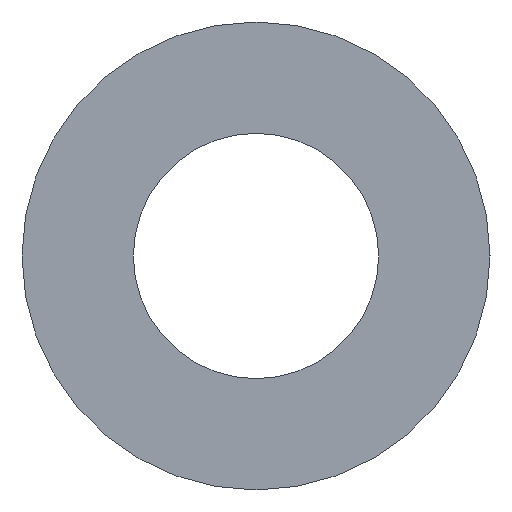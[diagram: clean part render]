
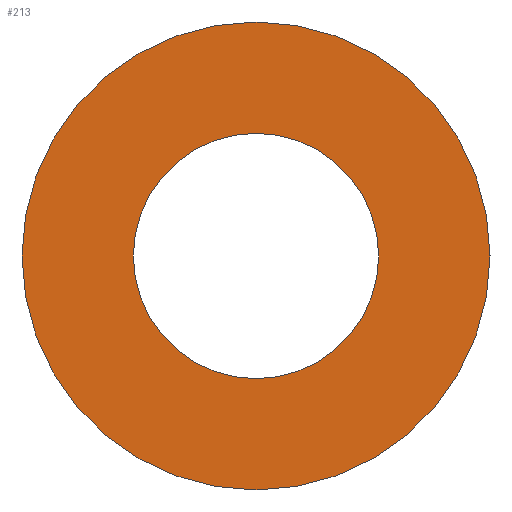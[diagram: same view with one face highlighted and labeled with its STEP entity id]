
A CAD part, left-side view. The second image highlights one B-rep face of the part: STEP entity #213.
In plain terms, the highlighted planar face has unit normal (-1, 0, 0).
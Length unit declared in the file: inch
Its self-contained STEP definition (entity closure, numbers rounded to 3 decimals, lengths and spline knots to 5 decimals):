
#1 = CARTESIAN_POINT ( 'NONE',  ( -18., 0., 0. ) ) ;
#2 = ORIENTED_EDGE ( 'NONE', *, *, #3, .F. ) ;
#3 = EDGE_CURVE ( 'NONE', #209, #97, #99, .T. ) ;
#7 = CARTESIAN_POINT ( 'NONE',  ( -18., 0., 0. ) ) ;
#9 = EDGE_CURVE ( 'NONE', #173, #191, #14, .T. ) ;
#12 = CARTESIAN_POINT ( 'NONE',  ( -18., 0., 0.098 ) ) ;
#14 = CIRCLE ( 'NONE', #68, 0.098 ) ;
#17 = EDGE_LOOP ( 'NONE', ( #159, #81 ) ) ;
#29 = ORIENTED_EDGE ( 'NONE', *, *, #151, .F. ) ;
#33 = DIRECTION ( 'NONE',  ( 0., 0., -1. ) ) ;
#35 = DIRECTION ( 'NONE',  ( 0., 0., -1. ) ) ;
#58 = CARTESIAN_POINT ( 'NONE',  ( -18., 0., -0.098 ) ) ;
#68 = AXIS2_PLACEMENT_3D ( 'NONE', #211, #198, #35 ) ;
#78 = PLANE ( 'NONE',  #175 ) ;
#81 = ORIENTED_EDGE ( 'NONE', *, *, #9, .T. ) ;
#82 = EDGE_CURVE ( 'NONE', #191, #173, #190, .T. ) ;
#86 = AXIS2_PLACEMENT_3D ( 'NONE', #121, #178, #158 ) ;
#87 = FACE_OUTER_BOUND ( 'NONE', #138, .T. ) ;
#91 = CARTESIAN_POINT ( 'NONE',  ( -18., 0., 0.187 ) ) ;
#97 = VERTEX_POINT ( 'NONE', #160 ) ;
#98 = AXIS2_PLACEMENT_3D ( 'NONE', #1, #207, #177 ) ;
#99 = CIRCLE ( 'NONE', #171, 0.187 ) ;
#111 = DIRECTION ( 'NONE',  ( 1., 0., 0. ) ) ;
#117 = CIRCLE ( 'NONE', #98, 0.187 ) ;
#121 = CARTESIAN_POINT ( 'NONE',  ( -18., 0., 0. ) ) ;
#122 = DIRECTION ( 'NONE',  ( 1., 0., 0. ) ) ;
#138 = EDGE_LOOP ( 'NONE', ( #2, #29 ) ) ;
#151 = EDGE_CURVE ( 'NONE', #97, #209, #117, .T. ) ;
#158 = DIRECTION ( 'NONE',  ( 0., 0., -1. ) ) ;
#159 = ORIENTED_EDGE ( 'NONE', *, *, #82, .T. ) ;
#160 = CARTESIAN_POINT ( 'NONE',  ( -18., 0., -0.187 ) ) ;
#161 = CARTESIAN_POINT ( 'NONE',  ( -18., 0., 0. ) ) ;
#164 = DIRECTION ( 'NONE',  ( 0., 0., -1. ) ) ;
#171 = AXIS2_PLACEMENT_3D ( 'NONE', #7, #122, #33 ) ;
#173 = VERTEX_POINT ( 'NONE', #58 ) ;
#175 = AXIS2_PLACEMENT_3D ( 'NONE', #161, #111, #164 ) ;
#177 = DIRECTION ( 'NONE',  ( 0., 0., -1. ) ) ;
#178 = DIRECTION ( 'NONE',  ( 1., 0., 0. ) ) ;
#190 = CIRCLE ( 'NONE', #86, 0.098 ) ;
#191 = VERTEX_POINT ( 'NONE', #12 ) ;
#198 = DIRECTION ( 'NONE',  ( 1., 0., 0. ) ) ;
#207 = DIRECTION ( 'NONE',  ( 1., 0., 0. ) ) ;
#209 = VERTEX_POINT ( 'NONE', #91 ) ;
#211 = CARTESIAN_POINT ( 'NONE',  ( -18., 0., 0. ) ) ;
#213 = ADVANCED_FACE ( 'NONE', ( #87, #214 ), #78, .F. ) ;
#214 = FACE_BOUND ( 'NONE', #17, .T. ) ;
